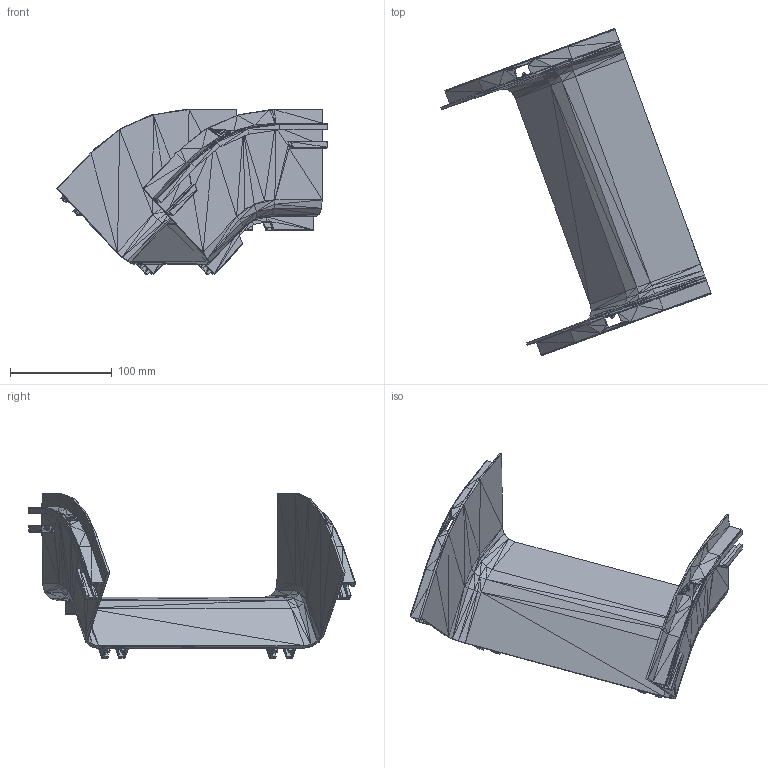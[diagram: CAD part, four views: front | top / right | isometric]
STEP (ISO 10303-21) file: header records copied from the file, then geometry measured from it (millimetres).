
FILE_DESCRIPTION(('FreeCAD Model'),'2;1');
FILE_NAME('Open CASCADE Shape Model','2022-12-01T12:50:40',('Author'),( ''),'Open CASCADE STEP processor 7.6','FreeCAD','Unknown');
FILE_SCHEMA(('AUTOMOTIVE_DESIGN { 1 0 10303 214 1 1 1 1 }'));
Products named in the file (1): DS_240_31680____________________________________________________45_____
_______________________________________240mm_45___down_elbow____________
_______001001 (Solid)
Bounding box: 265.45 x 320.74 x 161.53 mm (x, y, z)
Volume: 265361 mm3; surface area: 174025.5 mm2
Topology: 1 solids, 1 shells, 1318 faces, 2028 edges, 708 vertices
Faces by surface type: plane 1318
Entity records: 52550 total; most frequent: DIRECTION 8722, CARTESIAN_POINT 8111, LINE 6084, VECTOR 6084, ORIENTED_EDGE 4056, PCURVE 4056, DEFINITIONAL_REPRESENTATION 4056, EDGE_CURVE 2028
